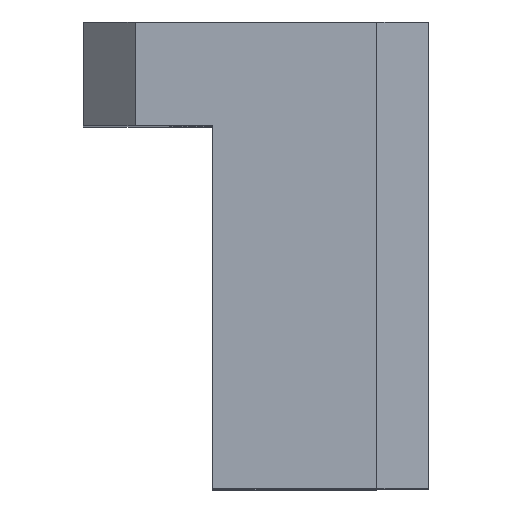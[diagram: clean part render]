
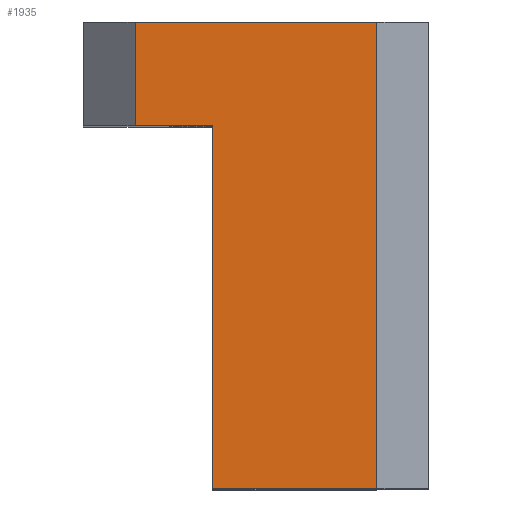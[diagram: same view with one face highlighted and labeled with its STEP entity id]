
A CAD part, top view. The second image highlights one B-rep face of the part: STEP entity #1935.
In plain terms, the highlighted free-form (B-spline) face has degree [1, 1] with [2, 2] control points.
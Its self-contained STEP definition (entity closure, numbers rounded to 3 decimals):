
#245=DIRECTION('',(0.,-1.,0.));
#246=VECTOR('',#245,21.);
#247=CARTESIAN_POINT('',(0.,1.,28.5));
#248=LINE('',#247,#246);
#495=DIRECTION('',(1.,0.,0.));
#496=VECTOR('',#495,9.5);
#497=CARTESIAN_POINT('',(0.,-20.,28.5));
#498=LINE('',#497,#496);
#499=DIRECTION('',(-1.,0.,0.));
#500=VECTOR('',#499,4.5);
#501=CARTESIAN_POINT('',(0.,1.,28.5));
#502=LINE('',#501,#500);
#503=DIRECTION('',(0.,1.,0.));
#504=VECTOR('',#503,6.);
#505=CARTESIAN_POINT('',(-4.5,1.,28.5));
#506=LINE('',#505,#504);
#555=DIRECTION('',(-1.,0.,0.));
#556=VECTOR('',#555,14.);
#557=CARTESIAN_POINT('',(9.5,7.,28.5));
#558=LINE('',#557,#556);
#681=DIRECTION('',(0.,-1.,0.));
#682=VECTOR('',#681,27.);
#683=CARTESIAN_POINT('',(9.5,7.,28.5));
#684=LINE('',#683,#682);
#917=CARTESIAN_POINT('',(0.,-20.,28.5));
#919=VERTEX_POINT('',#917);
#945=CARTESIAN_POINT('',(0.,1.,28.5));
#947=VERTEX_POINT('',#945);
#957=CARTESIAN_POINT('',(-4.5,1.,28.5));
#958=CARTESIAN_POINT('',(-4.5,7.,28.5));
#959=VERTEX_POINT('',#957);
#960=VERTEX_POINT('',#958);
#965=CARTESIAN_POINT('',(9.5,7.,28.5));
#966=CARTESIAN_POINT('',(9.5,-20.,28.5));
#967=VERTEX_POINT('',#965);
#968=VERTEX_POINT('',#966);
#1919=CARTESIAN_POINT('',(-4.78,7.54,28.5));
#1920=CARTESIAN_POINT('',(9.78,7.54,28.5));
#1921=CARTESIAN_POINT('',(-4.78,-20.54,28.5));
#1922=CARTESIAN_POINT('',(9.78,-20.54,28.5));
#1923=B_SPLINE_SURFACE_WITH_KNOTS('',1,1,((#1919,#1920),(#1921,#1922)),
.UNSPECIFIED.,.F.,.F.,.F.,(2,2),(2,2),(-7.54,20.54),(-4.78,9.78),
.UNSPECIFIED.);
#1924=ORIENTED_EDGE('',*,*,#1144,.F.);
#1925=ORIENTED_EDGE('',*,*,#1830,.T.);
#1927=ORIENTED_EDGE('',*,*,#1926,.T.);
#1929=ORIENTED_EDGE('',*,*,#1928,.F.);
#1931=ORIENTED_EDGE('',*,*,#1930,.T.);
#1932=ORIENTED_EDGE('',*,*,#1909,.F.);
#1933=EDGE_LOOP('',(#1924,#1925,#1927,#1929,#1931,#1932));
#1934=FACE_OUTER_BOUND('',#1933,.F.);
#1935=ADVANCED_FACE('',(#1934),#1923,.T.);
#1144=EDGE_CURVE('',#947,#919,#248,.T.);
#1830=EDGE_CURVE('',#947,#959,#502,.T.);
#1909=EDGE_CURVE('',#919,#968,#498,.T.);
#1926=EDGE_CURVE('',#959,#960,#506,.T.);
#1928=EDGE_CURVE('',#967,#960,#558,.T.);
#1930=EDGE_CURVE('',#967,#968,#684,.T.);
